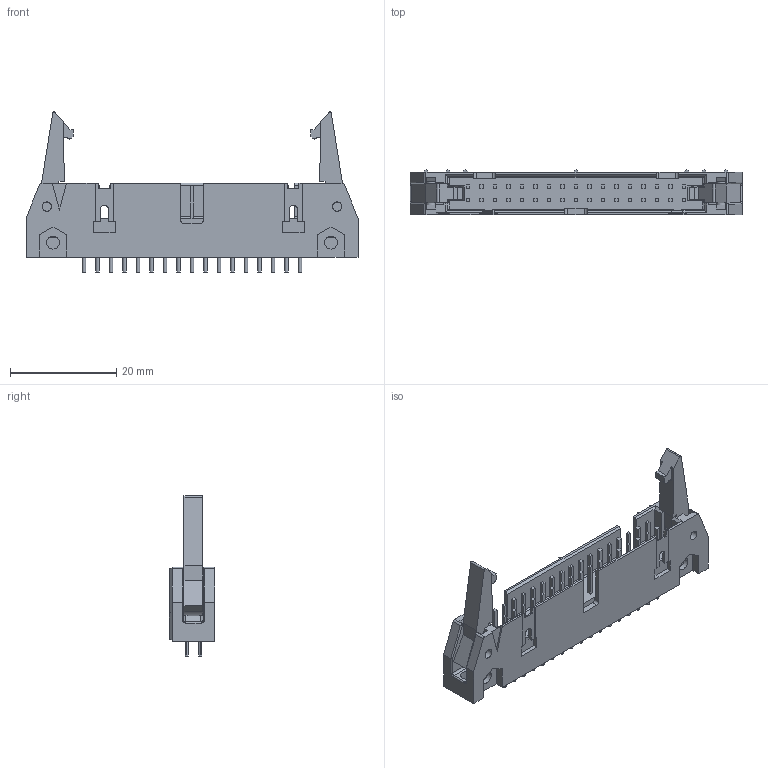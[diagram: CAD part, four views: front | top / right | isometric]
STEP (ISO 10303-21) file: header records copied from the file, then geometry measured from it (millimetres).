
FILE_DESCRIPTION((''),'2;1');
FILE_NAME('C-5499206-8','2019-05-29T02:01:53',('workeradm'),('TE Connectivity Ltd.'),'CREO PARAMETRIC BY PTC INC, 2018190','CREO PARAMETRIC BY PTC INC, 2018190','');
FILE_SCHEMA(('AUTOMOTIVE_DESIGN { 1 0 10303 214 1 1 1 1 }'));
Length unit declared in the file: millimetre
Products named in the file (1): C-5499206-8
Bounding box: 62.48 x 8.53 x 30.12 mm (x, y, z)
Volume: 4720.4 mm3; surface area: 5332.3 mm2
Topology: 3 solids, 3 shells, 558 faces, 1421 edges, 938 vertices
Faces by surface type: plane 411, cylinder 143, torus 4
Entity records: 16891 total; most frequent: CARTESIAN_POINT 3043, ORIENTED_EDGE 2842, DIRECTION 2799, EDGE_CURVE 1421, VECTOR 1127, LINE 1127, VERTEX_POINT 938, AXIS2_PLACEMENT_3D 836
